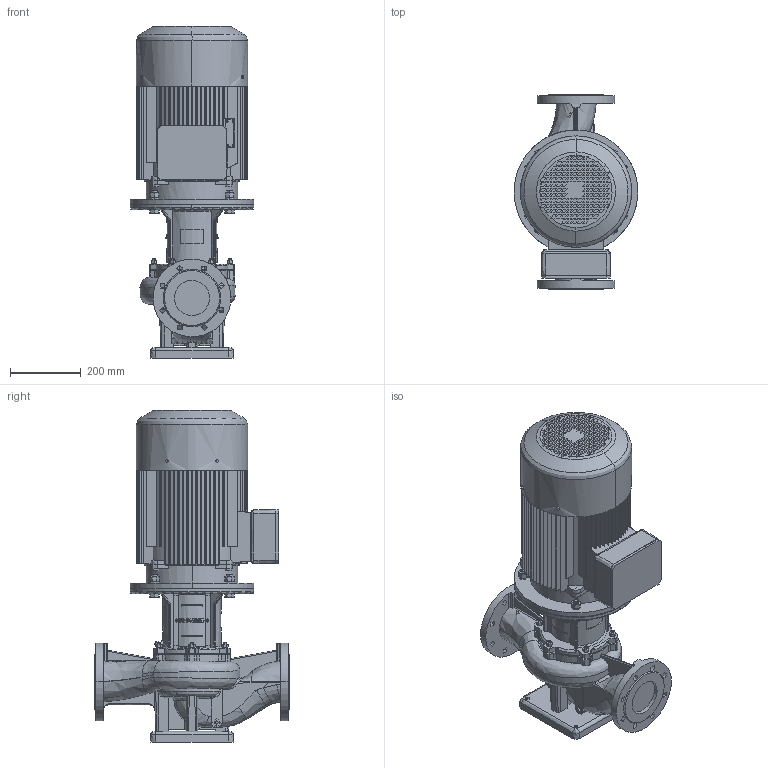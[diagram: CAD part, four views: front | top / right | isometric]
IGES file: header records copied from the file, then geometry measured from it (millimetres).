
Global section: file name: 015P2043; native system: AutoCAD 2021 — Русский (Russian),62HAutod; preprocessor: esk Translation Framework DWG producer (atf_dwg_producer); organization: unknown; date: 20230321.221235; units: millimetre
Bounding box: 350 x 550 x 940 mm (x, y, z)
Volume: 49297696.4 mm3; surface area: 2876307.7 mm2
Topology: 55 solids, 56 shells, 3648 faces, 11922 edges, 8780 vertices
Faces by surface type: bspline 3540, revolution 108
